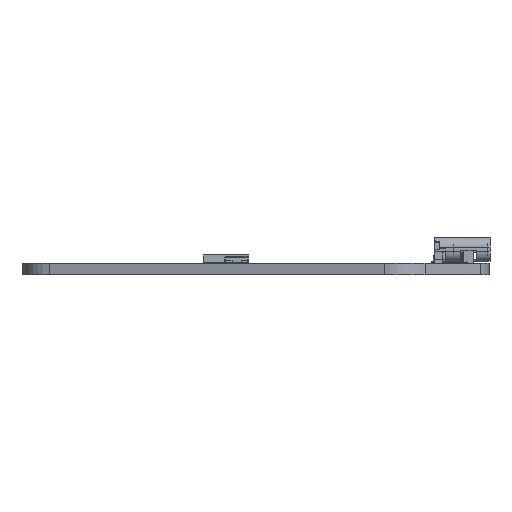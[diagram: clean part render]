
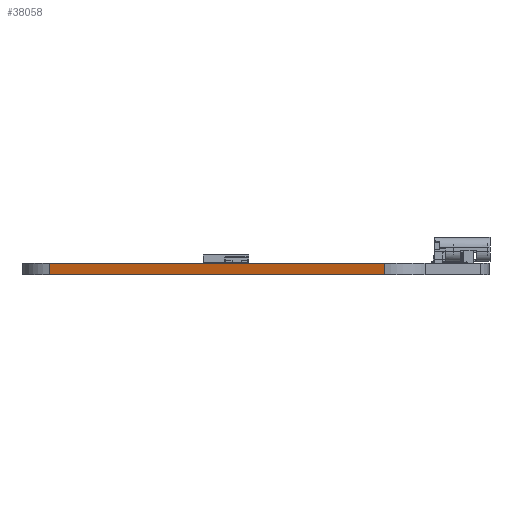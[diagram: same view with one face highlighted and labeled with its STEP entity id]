
A CAD part, left-side view. The second image highlights one B-rep face of the part: STEP entity #38058.
In plain terms, the highlighted planar face has unit normal (-0.954, 0.299, 0).
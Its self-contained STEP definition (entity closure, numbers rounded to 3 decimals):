
#36411 = VERTEX_POINT('',#36412);
#36412 = CARTESIAN_POINT('',(118.464,-64.284,0.));
#36419 = EDGE_CURVE('',#36420,#36411,#36422,.T.);
#36420 = VERTEX_POINT('',#36421);
#36421 = CARTESIAN_POINT('',(104.588,-108.576,0.));
#36422 = LINE('',#36423,#36424);
#36423 = CARTESIAN_POINT('',(104.588,-108.576,0.));
#36424 = VECTOR('',#36425,1.);
#36425 = DIRECTION('',(0.299,0.954,0.));
#37131 = VERTEX_POINT('',#37132);
#37132 = CARTESIAN_POINT('',(118.464,-64.284,1.51));
#37139 = EDGE_CURVE('',#37140,#37131,#37142,.T.);
#37140 = VERTEX_POINT('',#37141);
#37141 = CARTESIAN_POINT('',(104.588,-108.576,1.51));
#37142 = LINE('',#37143,#37144);
#37143 = CARTESIAN_POINT('',(104.588,-108.576,1.51));
#37144 = VECTOR('',#37145,1.);
#37145 = DIRECTION('',(0.299,0.954,0.));
#38028 = EDGE_CURVE('',#36411,#37131,#38029,.T.);
#38029 = LINE('',#38030,#38031);
#38030 = CARTESIAN_POINT('',(118.464,-64.284,0.));
#38031 = VECTOR('',#38032,1.);
#38032 = DIRECTION('',(0.,0.,1.));
#38058 = ADVANCED_FACE('',(#38059),#38070,.T.);
#38059 = FACE_BOUND('',#38060,.T.);
#38060 = EDGE_LOOP('',(#38061,#38067,#38068,#38069));
#38061 = ORIENTED_EDGE('',*,*,#38062,.T.);
#38062 = EDGE_CURVE('',#36420,#37140,#38063,.T.);
#38063 = LINE('',#38064,#38065);
#38064 = CARTESIAN_POINT('',(104.588,-108.576,0.));
#38065 = VECTOR('',#38066,1.);
#38066 = DIRECTION('',(0.,0.,1.));
#38067 = ORIENTED_EDGE('',*,*,#37139,.T.);
#38068 = ORIENTED_EDGE('',*,*,#38028,.F.);
#38069 = ORIENTED_EDGE('',*,*,#36419,.F.);
#38070 = PLANE('',#38071);
#38071 = AXIS2_PLACEMENT_3D('',#38072,#38073,#38074);
#38072 = CARTESIAN_POINT('',(104.588,-108.576,0.));
#38073 = DIRECTION('',(-0.954,0.299,0.));
#38074 = DIRECTION('',(0.299,0.954,0.));
